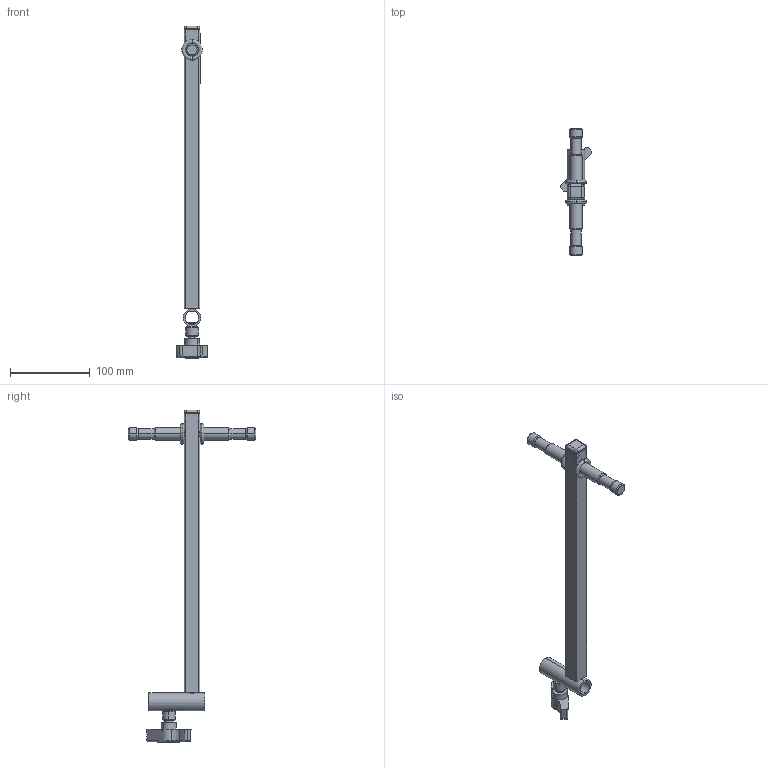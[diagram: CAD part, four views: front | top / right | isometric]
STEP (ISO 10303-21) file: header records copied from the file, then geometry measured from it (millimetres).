
FILE_DESCRIPTION (( 'STEP AP203' ), '1' );
FILE_NAME ('G1330.STEP', '2018-09-27T10:52:37', ( '' ), ( '' ), 'SwSTEP 2.0', 'SolidWorks 2016', '' );
FILE_SCHEMA (( 'CONFIG_CONTROL_DESIGN' ));
Length unit declared in the file: millimetre
Products named in the file (10): TH2218; S0109; TH2602; S3053; Doughty Knob_S0153; TH2607_TH2605; G1330; G1174_LABEL_G1330_LABEL; TH2611_TH2609; TH2603_TH2604
Assembly tree (10 placements, depth 3):
  G1330
    TH2611_TH2609
      TH2607_TH2605
      TH2603_TH2604
      TH2218
      TH2602
    Doughty Knob_S0153
    S0109
    S3053  x2
    G1174_LABEL_G1330_LABEL
Bounding box: 40.05 x 160 x 416.5 mm (x, y, z)
Volume: 100805.2 mm3; surface area: 79660.5 mm2
Topology: 9 solids, 9 shells, 654 faces, 1699 edges, 1110 vertices
Faces by surface type: plane 349, cylinder 133, bspline 122, cone 30, torus 16, sphere 4
Entity records: 25983 total; most frequent: CARTESIAN_POINT 9517, ORIENTED_EDGE 3374, DIRECTION 2821, EDGE_CURVE 1687, LINE 1117, VECTOR 1117, VERTEX_POINT 1106, AXIS2_PLACEMENT_3D 852
